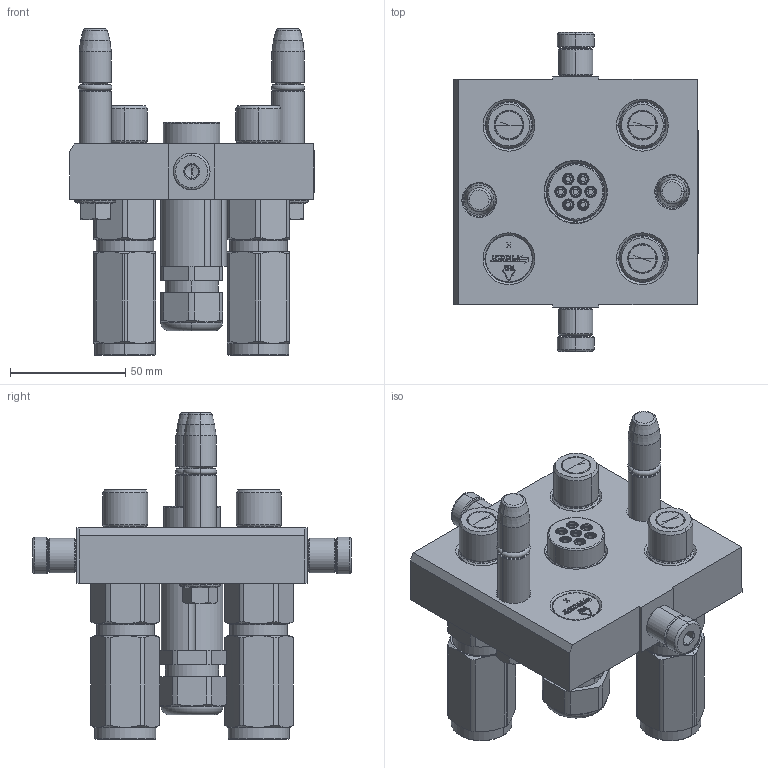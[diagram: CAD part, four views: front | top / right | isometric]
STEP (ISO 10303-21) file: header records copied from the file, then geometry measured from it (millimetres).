
FILE_DESCRIPTION (( 'STEP AP214' ), '1' );
FILE_NAME ('FASTER_DB.step', '2023-02-08T09:06:17', ( '' ), ( '' ), 'SwSTEP 2.0', 'SolidWorks 2017', '' );
FILE_SCHEMA (( 'AUTOMOTIVE_DESIGN' ));
Length unit declared in the file: millimetre
Products named in the file (15): et002; 1540_080_0008_000; 4830_013_3000_030; conn_7p_m; 4830_028_1000_011; or2_62x9_19_m; FASTER_DB; P506-1_M_BASE; 4830_010_0000_011; 4830_021_0000_000; 3ffnp38-12g_m; 4830_044_0000_000; TAPPO_38; corspel08-7_m
Assembly tree (23 placements, depth 3):
  FASTER_DB
    P506-1_M_BASE
      4830_010_0000_011
      4830_021_0000_000  x2
      1540_080_0008_000  x2
      4830_013_3000_030  x2
      4830_028_1000_011  x2
      or2_62x9_19_m  x2
    3ffnp38-12g_m  x3
      3ffnp38-12g_m
    TAPPO_38
    conn_7p_m
      4830_044_0000_000  x3
      corspel08-7_m
    et002
Bounding box: 106.3 x 138.6 x 141.8 mm (x, y, z)
Volume: 8093.1 mm3; surface area: 116031.1 mm2
Topology: 6 solids, 62 shells, 2257 faces, 6194 edges, 4036 vertices
Faces by surface type: plane 1225, cylinder 462, cone 327, torus 172, bspline 59, sphere 12
Entity records: 66382 total; most frequent: CARTESIAN_POINT 14448, ORIENTED_EDGE 8970, DIRECTION 8734, EDGE_CURVE 4622, VECTOR 3222, LINE 3222, VERTEX_POINT 3010, AXIS2_PLACEMENT_3D 2756
